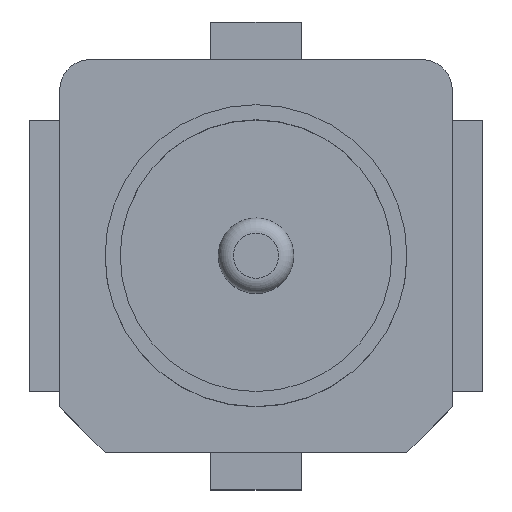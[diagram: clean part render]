
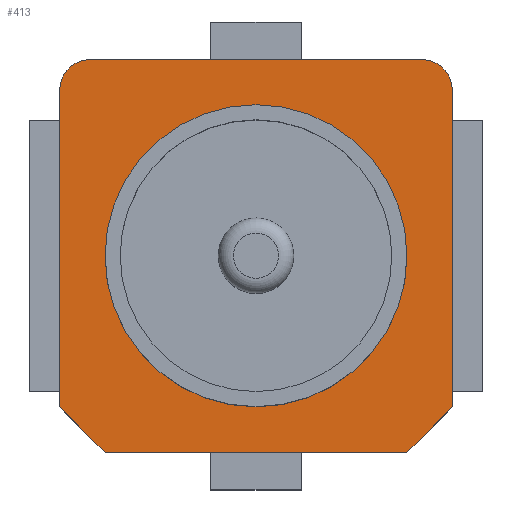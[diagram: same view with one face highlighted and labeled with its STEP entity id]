
A CAD part, top view. The second image highlights one B-rep face of the part: STEP entity #413.
In plain terms, the highlighted planar face has unit normal (0, 0, 1).
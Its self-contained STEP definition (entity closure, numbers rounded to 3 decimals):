
#32 = VERTEX_POINT('',#33);
#33 = CARTESIAN_POINT('',(-1.3,-1.,0.36));
#39 = EDGE_CURVE('',#32,#40,#42,.T.);
#40 = VERTEX_POINT('',#41);
#41 = CARTESIAN_POINT('',(-1.3,1.1,0.36));
#42 = LINE('',#43,#44);
#43 = CARTESIAN_POINT('',(-1.3,-1.3,0.36));
#44 = VECTOR('',#45,1.);
#45 = DIRECTION('',(0.,1.,0.));
#394 = VERTEX_POINT('',#395);
#395 = CARTESIAN_POINT('',(-1.1,1.3,0.36));
#401 = EDGE_CURVE('',#40,#394,#402,.T.);
#402 = CIRCLE('',#403,0.2);
#403 = AXIS2_PLACEMENT_3D('',#404,#405,#406);
#404 = CARTESIAN_POINT('',(-1.1,1.1,0.36));
#405 = DIRECTION('',(0.,0.,-1.));
#406 = DIRECTION('',(0.,1.,0.));
#413 = ADVANCED_FACE('',(#414,#465),#476,.F.);
#414 = FACE_BOUND('',#415,.F.);
#415 = EDGE_LOOP('',(#416,#417,#418,#426,#435,#443,#451,#459));
#416 = ORIENTED_EDGE('',*,*,#39,.T.);
#417 = ORIENTED_EDGE('',*,*,#401,.T.);
#418 = ORIENTED_EDGE('',*,*,#419,.T.);
#419 = EDGE_CURVE('',#394,#420,#422,.T.);
#420 = VERTEX_POINT('',#421);
#421 = CARTESIAN_POINT('',(1.1,1.3,0.36));
#422 = LINE('',#423,#424);
#423 = CARTESIAN_POINT('',(-1.3,1.3,0.36));
#424 = VECTOR('',#425,1.);
#425 = DIRECTION('',(1.,0.,0.));
#426 = ORIENTED_EDGE('',*,*,#427,.T.);
#427 = EDGE_CURVE('',#420,#428,#430,.T.);
#428 = VERTEX_POINT('',#429);
#429 = CARTESIAN_POINT('',(1.3,1.1,0.36));
#430 = CIRCLE('',#431,0.2);
#431 = AXIS2_PLACEMENT_3D('',#432,#433,#434);
#432 = CARTESIAN_POINT('',(1.1,1.1,0.36));
#433 = DIRECTION('',(0.,0.,-1.));
#434 = DIRECTION('',(0.,1.,0.));
#435 = ORIENTED_EDGE('',*,*,#436,.T.);
#436 = EDGE_CURVE('',#428,#437,#439,.T.);
#437 = VERTEX_POINT('',#438);
#438 = CARTESIAN_POINT('',(1.3,-1.,0.36));
#439 = LINE('',#440,#441);
#440 = CARTESIAN_POINT('',(1.3,1.3,0.36));
#441 = VECTOR('',#442,1.);
#442 = DIRECTION('',(0.,-1.,0.));
#443 = ORIENTED_EDGE('',*,*,#444,.F.);
#444 = EDGE_CURVE('',#445,#437,#447,.T.);
#445 = VERTEX_POINT('',#446);
#446 = CARTESIAN_POINT('',(1.,-1.3,0.36));
#447 = LINE('',#448,#449);
#448 = CARTESIAN_POINT('',(1.15,-1.15,0.36));
#449 = VECTOR('',#450,1.);
#450 = DIRECTION('',(0.707,0.707,0.));
#451 = ORIENTED_EDGE('',*,*,#452,.T.);
#452 = EDGE_CURVE('',#445,#453,#455,.T.);
#453 = VERTEX_POINT('',#454);
#454 = CARTESIAN_POINT('',(-1.,-1.3,0.36));
#455 = LINE('',#456,#457);
#456 = CARTESIAN_POINT('',(1.3,-1.3,0.36));
#457 = VECTOR('',#458,1.);
#458 = DIRECTION('',(-1.,0.,0.));
#459 = ORIENTED_EDGE('',*,*,#460,.F.);
#460 = EDGE_CURVE('',#32,#453,#461,.T.);
#461 = LINE('',#462,#463);
#462 = CARTESIAN_POINT('',(-1.15,-1.15,0.36));
#463 = VECTOR('',#464,1.);
#464 = DIRECTION('',(0.707,-0.707,0.));
#465 = FACE_BOUND('',#466,.F.);
#466 = EDGE_LOOP('',(#467));
#467 = ORIENTED_EDGE('',*,*,#468,.F.);
#468 = EDGE_CURVE('',#469,#469,#471,.T.);
#469 = VERTEX_POINT('',#470);
#470 = CARTESIAN_POINT('',(-1.,0.,0.36));
#471 = CIRCLE('',#472,1.);
#472 = AXIS2_PLACEMENT_3D('',#473,#474,#475);
#473 = CARTESIAN_POINT('',(0.,0.,0.36));
#474 = DIRECTION('',(0.,0.,-1.));
#475 = DIRECTION('',(-1.,0.,0.));
#476 = PLANE('',#477);
#477 = AXIS2_PLACEMENT_3D('',#478,#479,#480);
#478 = CARTESIAN_POINT('',(0.,0.,0.36));
#479 = DIRECTION('',(0.,0.,-1.));
#480 = DIRECTION('',(1.,0.,0.));
